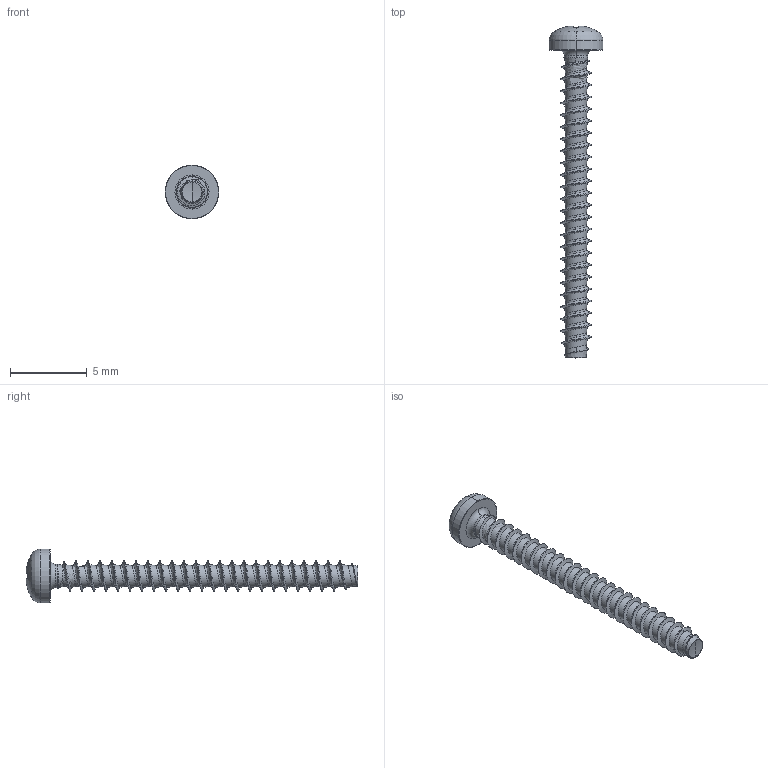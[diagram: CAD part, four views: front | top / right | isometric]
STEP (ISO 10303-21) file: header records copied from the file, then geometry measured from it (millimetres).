
FILE_DESCRIPTION (( 'STEP AP203' ), '1' );
FILE_NAME ('STP320200200.STEP', '2017-08-15T13:59:47', ( '' ), ( '' ), 'SwSTEP 2.0', 'SolidWorks 2015', '' );
FILE_SCHEMA (( 'CONFIG_CONTROL_DESIGN' ));
Products named in the file (1): STP320200200
Bounding box: 3.5 x 21.57 x 3.5 mm (x, y, z)
Volume: 46.4 mm3; surface area: 179.6 mm2
Topology: 1 solids, 1 shells, 211 faces, 504 edges, 295 vertices
Faces by surface type: cylinder 75, bspline 51, torus 28, sphere 28, plane 22, cone 7
Entity records: 34482 total; most frequent: CARTESIAN_POINT 30085, ORIENTED_EDGE 1004, DIRECTION 802, EDGE_CURVE 502, AXIS2_PLACEMENT_3D 348, VERTEX_POINT 295, EDGE_LOOP 213, ADVANCED_FACE 211
